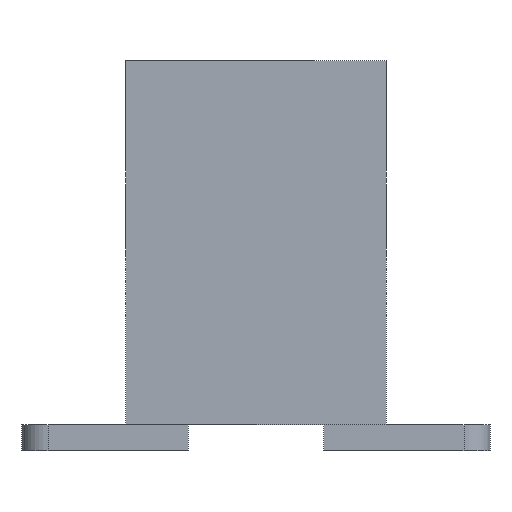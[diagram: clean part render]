
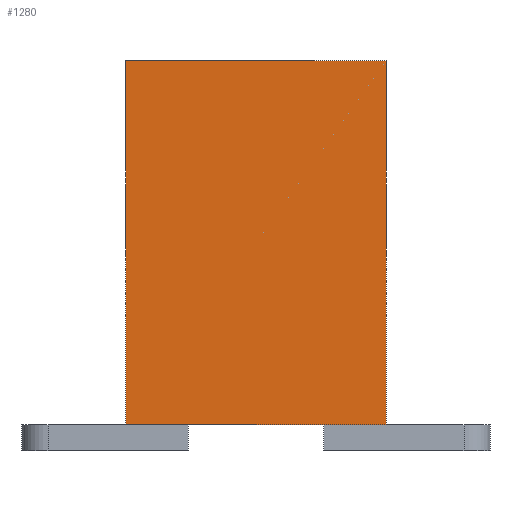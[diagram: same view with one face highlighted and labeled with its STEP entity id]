
A CAD part, left-side view. The second image highlights one B-rep face of the part: STEP entity #1280.
In plain terms, the highlighted planar face has unit normal (-1, 0, 0).
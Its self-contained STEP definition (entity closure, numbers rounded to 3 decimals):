
#60=FACE_OUTER_BOUND('',#141,.T.);
#141=EDGE_LOOP('',(#889,#890,#891,#892));
#235=LINE('',#1844,#403);
#245=LINE('',#1863,#413);
#246=LINE('',#1866,#414);
#247=LINE('',#1867,#415);
#403=VECTOR('',#1492,10.);
#413=VECTOR('',#1510,10.);
#414=VECTOR('',#1513,10.);
#415=VECTOR('',#1514,10.);
#565=VERTEX_POINT('',#1841);
#566=VERTEX_POINT('',#1843);
#571=VERTEX_POINT('',#1861);
#572=VERTEX_POINT('',#1865);
#683=EDGE_CURVE('',#565,#566,#235,.T.);
#693=EDGE_CURVE('',#571,#566,#245,.T.);
#694=EDGE_CURVE('',#571,#572,#246,.T.);
#695=EDGE_CURVE('',#572,#565,#247,.T.);
#889=ORIENTED_EDGE('',*,*,#694,.F.);
#890=ORIENTED_EDGE('',*,*,#693,.T.);
#891=ORIENTED_EDGE('',*,*,#683,.F.);
#892=ORIENTED_EDGE('',*,*,#695,.F.);
#1204=PLANE('',#1381);
#1280=ADVANCED_FACE('',(#60),#1204,.T.);
#1381=AXIS2_PLACEMENT_3D('',#1864,#1511,#1512);
#1492=DIRECTION('',(0.,-1.,0.));
#1510=DIRECTION('',(0.,0.,1.));
#1511=DIRECTION('center_axis',(-1.,0.,0.));
#1512=DIRECTION('ref_axis',(0.,-1.,0.));
#1513=DIRECTION('',(0.,1.,0.));
#1514=DIRECTION('',(0.,0.,1.));
#1841=CARTESIAN_POINT('',(0.,2.5,3.75));
#1843=CARTESIAN_POINT('',(0.,0.,3.75));
#1844=CARTESIAN_POINT('',(0.,1.875,3.75));
#1861=CARTESIAN_POINT('',(0.,0.,0.25));
#1863=CARTESIAN_POINT('',(0.,0.,0.25));
#1864=CARTESIAN_POINT('Origin',(0.,2.5,0.25));
#1865=CARTESIAN_POINT('',(0.,2.5,0.25));
#1866=CARTESIAN_POINT('',(0.,1.875,0.25));
#1867=CARTESIAN_POINT('',(0.,2.5,0.25));
